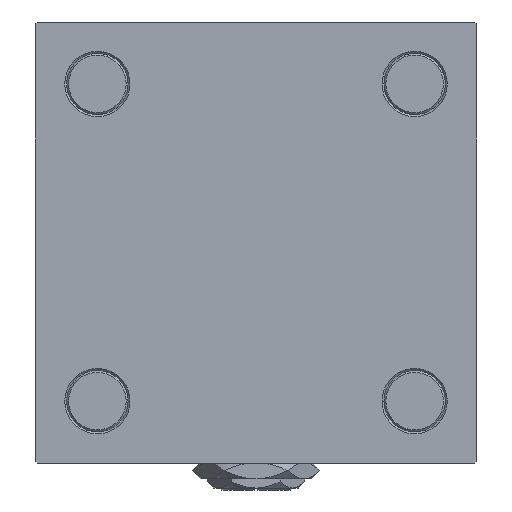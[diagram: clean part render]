
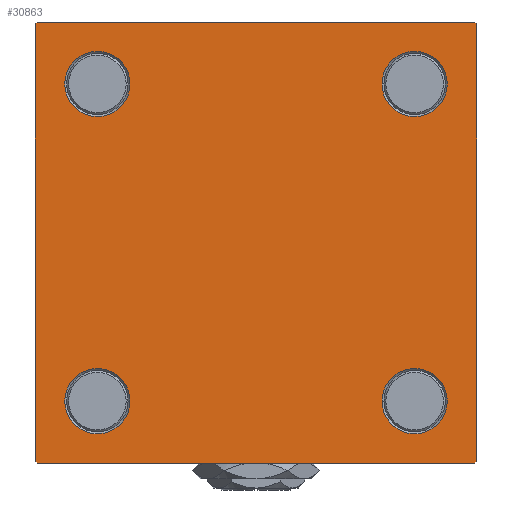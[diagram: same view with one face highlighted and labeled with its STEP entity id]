
A CAD part, left-side view. The second image highlights one B-rep face of the part: STEP entity #30863.
In plain terms, the highlighted planar face has unit normal (-1, 0, 0).
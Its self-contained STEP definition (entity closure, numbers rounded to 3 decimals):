
#886 = CIRCLE ( 'NONE', #20971, 8.5 ) ;
#1747 = VECTOR ( 'NONE', #8773, 1000. ) ;
#2398 = ORIENTED_EDGE ( 'NONE', *, *, #17781, .T. ) ;
#2503 = VERTEX_POINT ( 'NONE', #17566 ) ;
#2774 = DIRECTION ( 'NONE',  ( 1., 0., 0. ) ) ;
#3091 = EDGE_LOOP ( 'NONE', ( #4821, #51591 ) ) ;
#3563 = CARTESIAN_POINT ( 'NONE',  ( 0., -41.35, 41.35 ) ) ;
#3624 = CARTESIAN_POINT ( 'NONE',  ( 0., 57., -57.5 ) ) ;
#3739 = DIRECTION ( 'NONE',  ( 0., 0., -1. ) ) ;
#3764 = PLANE ( 'NONE',  #43165 ) ;
#3878 = VERTEX_POINT ( 'NONE', #12884 ) ;
#4304 = DIRECTION ( 'NONE',  ( 1., 0., 0. ) ) ;
#4732 = AXIS2_PLACEMENT_3D ( 'NONE', #27029, #14754, #6256 ) ;
#4821 = ORIENTED_EDGE ( 'NONE', *, *, #37193, .T. ) ;
#4920 = LINE ( 'NONE', #49348, #39932 ) ;
#4955 = LINE ( 'NONE', #17001, #47705 ) ;
#5780 = ORIENTED_EDGE ( 'NONE', *, *, #30108, .T. ) ;
#5865 = EDGE_CURVE ( 'NONE', #12386, #17827, #32481, .T. ) ;
#6022 = ORIENTED_EDGE ( 'NONE', *, *, #5865, .T. ) ;
#6256 = DIRECTION ( 'NONE',  ( 0., 0., 1. ) ) ;
#6731 = ORIENTED_EDGE ( 'NONE', *, *, #26575, .T. ) ;
#7144 = DIRECTION ( 'NONE',  ( 0., 0., 1. ) ) ;
#8228 = LINE ( 'NONE', #8493, #24835 ) ;
#8302 = LINE ( 'NONE', #41140, #38863 ) ;
#8493 = CARTESIAN_POINT ( 'NONE',  ( 0., -57.5, 57.5 ) ) ;
#8582 = AXIS2_PLACEMENT_3D ( 'NONE', #44360, #2774, #7144 ) ;
#8773 = DIRECTION ( 'NONE',  ( 0., 0.707, 0.707 ) ) ;
#10387 = CIRCLE ( 'NONE', #17393, 8.5 ) ;
#10805 = VECTOR ( 'NONE', #28579, 1000. ) ;
#11812 = EDGE_CURVE ( 'NONE', #53363, #38606, #8228, .T. ) ;
#11948 = EDGE_CURVE ( 'NONE', #51969, #39161, #28315, .T. ) ;
#12317 = DIRECTION ( 'NONE',  ( 0., 0., 1. ) ) ;
#12318 = DIRECTION ( 'NONE',  ( 0., 0., 1. ) ) ;
#12386 = VERTEX_POINT ( 'NONE', #44168 ) ;
#12482 = EDGE_CURVE ( 'NONE', #24969, #38606, #8302, .T. ) ;
#12590 = DIRECTION ( 'NONE',  ( 1., 0., 0. ) ) ;
#12884 = CARTESIAN_POINT ( 'NONE',  ( 0., 41.35, 32.85 ) ) ;
#12925 = EDGE_LOOP ( 'NONE', ( #6022, #5780, #20841, #26892, #49680, #19113, #21108, #2398 ) ) ;
#14733 = CARTESIAN_POINT ( 'NONE',  ( 0., 41.35, 41.35 ) ) ;
#14754 = DIRECTION ( 'NONE',  ( 1., 0., 0. ) ) ;
#15558 = DIRECTION ( 'NONE',  ( 0., 0., 1. ) ) ;
#15814 = CARTESIAN_POINT ( 'NONE',  ( 0., 0., 0. ) ) ;
#16246 = CIRCLE ( 'NONE', #23210, 8.5 ) ;
#16439 = DIRECTION ( 'NONE',  ( 0., 0., -1. ) ) ;
#16784 = CIRCLE ( 'NONE', #26365, 8.5 ) ;
#16884 = VECTOR ( 'NONE', #3739, 1000. ) ;
#17001 = CARTESIAN_POINT ( 'NONE',  ( 0., 57.5, 57.5 ) ) ;
#17227 = VERTEX_POINT ( 'NONE', #25892 ) ;
#17393 = AXIS2_PLACEMENT_3D ( 'NONE', #14733, #4304, #45093 ) ;
#17535 = CARTESIAN_POINT ( 'NONE',  ( 0., -41.35, 32.85 ) ) ;
#17566 = CARTESIAN_POINT ( 'NONE',  ( 0., -41.35, -32.85 ) ) ;
#17781 = EDGE_CURVE ( 'NONE', #33163, #12386, #4920, .T. ) ;
#17827 = VERTEX_POINT ( 'NONE', #52228 ) ;
#18691 = VERTEX_POINT ( 'NONE', #46518 ) ;
#19113 = ORIENTED_EDGE ( 'NONE', *, *, #50927, .T. ) ;
#19233 = VERTEX_POINT ( 'NONE', #3624 ) ;
#19521 = CARTESIAN_POINT ( 'NONE',  ( 0., 41.35, 49.85 ) ) ;
#19683 = AXIS2_PLACEMENT_3D ( 'NONE', #31012, #47719, #48275 ) ;
#20101 = VERTEX_POINT ( 'NONE', #19521 ) ;
#20191 = DIRECTION ( 'NONE',  ( 0., -1., 0. ) ) ;
#20296 = ORIENTED_EDGE ( 'NONE', *, *, #32256, .T. ) ;
#20445 = DIRECTION ( 'NONE',  ( -1., 0., 0. ) ) ;
#20489 = EDGE_CURVE ( 'NONE', #20101, #3878, #49654, .T. ) ;
#20777 = CARTESIAN_POINT ( 'NONE',  ( 0., -41.35, 41.35 ) ) ;
#20823 = EDGE_CURVE ( 'NONE', #19233, #24969, #44563, .T. ) ;
#20841 = ORIENTED_EDGE ( 'NONE', *, *, #20823, .T. ) ;
#20971 = AXIS2_PLACEMENT_3D ( 'NONE', #20777, #12590, #12318 ) ;
#21108 = ORIENTED_EDGE ( 'NONE', *, *, #34225, .F. ) ;
#21893 = DIRECTION ( 'NONE',  ( 0., -1., 0. ) ) ;
#22118 = EDGE_CURVE ( 'NONE', #51779, #53991, #886, .T. ) ;
#22352 = CARTESIAN_POINT ( 'NONE',  ( 0., 41.35, -32.85 ) ) ;
#22560 = CARTESIAN_POINT ( 'NONE',  ( 0., -57.5, 57. ) ) ;
#23210 = AXIS2_PLACEMENT_3D ( 'NONE', #3563, #49795, #12317 ) ;
#23436 = CIRCLE ( 'NONE', #37439, 8.5 ) ;
#24621 = CARTESIAN_POINT ( 'NONE',  ( 0., 41.35, -49.85 ) ) ;
#24835 = VECTOR ( 'NONE', #16439, 1000. ) ;
#24969 = VERTEX_POINT ( 'NONE', #40959 ) ;
#25892 = CARTESIAN_POINT ( 'NONE',  ( 0., -41.35, -49.85 ) ) ;
#26139 = ORIENTED_EDGE ( 'NONE', *, *, #11948, .T. ) ;
#26365 = AXIS2_PLACEMENT_3D ( 'NONE', #49919, #50998, #41705 ) ;
#26400 = CARTESIAN_POINT ( 'NONE',  ( 0., 41.35, -41.35 ) ) ;
#26575 = EDGE_CURVE ( 'NONE', #2503, #17227, #16784, .T. ) ;
#26868 = CARTESIAN_POINT ( 'NONE',  ( 0., -57.5, -57. ) ) ;
#26892 = ORIENTED_EDGE ( 'NONE', *, *, #12482, .T. ) ;
#27029 = CARTESIAN_POINT ( 'NONE',  ( 0., 41.35, -41.35 ) ) ;
#28315 = CIRCLE ( 'NONE', #4732, 8.5 ) ;
#28548 = DIRECTION ( 'NONE',  ( 0., -0.707, 0.707 ) ) ;
#28579 = DIRECTION ( 'NONE',  ( 0., -0.707, -0.707 ) ) ;
#28651 = FACE_BOUND ( 'NONE', #52708, .T. ) ;
#29265 = CIRCLE ( 'NONE', #19683, 8.5 ) ;
#30108 = EDGE_CURVE ( 'NONE', #17827, #19233, #49921, .T. ) ;
#30684 = CARTESIAN_POINT ( 'NONE',  ( 0., 57., 57.5 ) ) ;
#30863 = ADVANCED_FACE ( 'NONE', ( #53303, #36879, #28651, #53041, #48676 ), #3764, .T. ) ;
#31012 = CARTESIAN_POINT ( 'NONE',  ( 0., -41.35, -41.35 ) ) ;
#31793 = ORIENTED_EDGE ( 'NONE', *, *, #43813, .T. ) ;
#32256 = EDGE_CURVE ( 'NONE', #17227, #2503, #29265, .T. ) ;
#32481 = LINE ( 'NONE', #41492, #16884 ) ;
#33163 = VERTEX_POINT ( 'NONE', #30684 ) ;
#34225 = EDGE_CURVE ( 'NONE', #33163, #18691, #4955, .T. ) ;
#34255 = EDGE_LOOP ( 'NONE', ( #6731, #20296 ) ) ;
#34786 = VECTOR ( 'NONE', #20191, 1000. ) ;
#36879 = FACE_BOUND ( 'NONE', #34255, .T. ) ;
#37193 = EDGE_CURVE ( 'NONE', #53991, #51779, #16246, .T. ) ;
#37439 = AXIS2_PLACEMENT_3D ( 'NONE', #26400, #42314, #46144 ) ;
#37591 = EDGE_LOOP ( 'NONE', ( #45280, #42505 ) ) ;
#38606 = VERTEX_POINT ( 'NONE', #26868 ) ;
#38863 = VECTOR ( 'NONE', #28548, 1000. ) ;
#39161 = VERTEX_POINT ( 'NONE', #24621 ) ;
#39932 = VECTOR ( 'NONE', #44969, 1000. ) ;
#40959 = CARTESIAN_POINT ( 'NONE',  ( 0., -57., -57.5 ) ) ;
#40998 = CARTESIAN_POINT ( 'NONE',  ( 0., 57.5, -57.5 ) ) ;
#41140 = CARTESIAN_POINT ( 'NONE',  ( 0., -57.25, -57.25 ) ) ;
#41173 = CARTESIAN_POINT ( 'NONE',  ( 0., 57.25, -57.25 ) ) ;
#41492 = CARTESIAN_POINT ( 'NONE',  ( 0., 57.5, 57.5 ) ) ;
#41705 = DIRECTION ( 'NONE',  ( 0., 0., 1. ) ) ;
#42314 = DIRECTION ( 'NONE',  ( 1., 0., 0. ) ) ;
#42505 = ORIENTED_EDGE ( 'NONE', *, *, #44743, .T. ) ;
#42693 = CARTESIAN_POINT ( 'NONE',  ( 0., -57.25, 57.25 ) ) ;
#43165 = AXIS2_PLACEMENT_3D ( 'NONE', #15814, #20445, #15558 ) ;
#43714 = CARTESIAN_POINT ( 'NONE',  ( 0., -41.35, 49.85 ) ) ;
#43813 = EDGE_CURVE ( 'NONE', #39161, #51969, #23436, .T. ) ;
#44168 = CARTESIAN_POINT ( 'NONE',  ( 0., 57.5, 57. ) ) ;
#44360 = CARTESIAN_POINT ( 'NONE',  ( 0., 41.35, 41.35 ) ) ;
#44563 = LINE ( 'NONE', #40998, #34786 ) ;
#44743 = EDGE_CURVE ( 'NONE', #3878, #20101, #10387, .T. ) ;
#44969 = DIRECTION ( 'NONE',  ( 0., 0.707, -0.707 ) ) ;
#45093 = DIRECTION ( 'NONE',  ( 0., 0., 1. ) ) ;
#45280 = ORIENTED_EDGE ( 'NONE', *, *, #20489, .T. ) ;
#46144 = DIRECTION ( 'NONE',  ( 0., 0., 1. ) ) ;
#46518 = CARTESIAN_POINT ( 'NONE',  ( 0., -57., 57.5 ) ) ;
#46805 = LINE ( 'NONE', #42693, #1747 ) ;
#47705 = VECTOR ( 'NONE', #21893, 1000. ) ;
#47719 = DIRECTION ( 'NONE',  ( 1., 0., 0. ) ) ;
#48275 = DIRECTION ( 'NONE',  ( 0., 0., 1. ) ) ;
#48676 = FACE_OUTER_BOUND ( 'NONE', #12925, .T. ) ;
#49348 = CARTESIAN_POINT ( 'NONE',  ( 0., 57.25, 57.25 ) ) ;
#49654 = CIRCLE ( 'NONE', #8582, 8.5 ) ;
#49680 = ORIENTED_EDGE ( 'NONE', *, *, #11812, .F. ) ;
#49795 = DIRECTION ( 'NONE',  ( 1., 0., 0. ) ) ;
#49919 = CARTESIAN_POINT ( 'NONE',  ( 0., -41.35, -41.35 ) ) ;
#49921 = LINE ( 'NONE', #41173, #10805 ) ;
#50927 = EDGE_CURVE ( 'NONE', #53363, #18691, #46805, .T. ) ;
#50998 = DIRECTION ( 'NONE',  ( 1., 0., 0. ) ) ;
#51591 = ORIENTED_EDGE ( 'NONE', *, *, #22118, .T. ) ;
#51779 = VERTEX_POINT ( 'NONE', #17535 ) ;
#51969 = VERTEX_POINT ( 'NONE', #22352 ) ;
#52228 = CARTESIAN_POINT ( 'NONE',  ( 0., 57.5, -57. ) ) ;
#52708 = EDGE_LOOP ( 'NONE', ( #26139, #31793 ) ) ;
#53041 = FACE_BOUND ( 'NONE', #37591, .T. ) ;
#53303 = FACE_BOUND ( 'NONE', #3091, .T. ) ;
#53363 = VERTEX_POINT ( 'NONE', #22560 ) ;
#53991 = VERTEX_POINT ( 'NONE', #43714 ) ;
